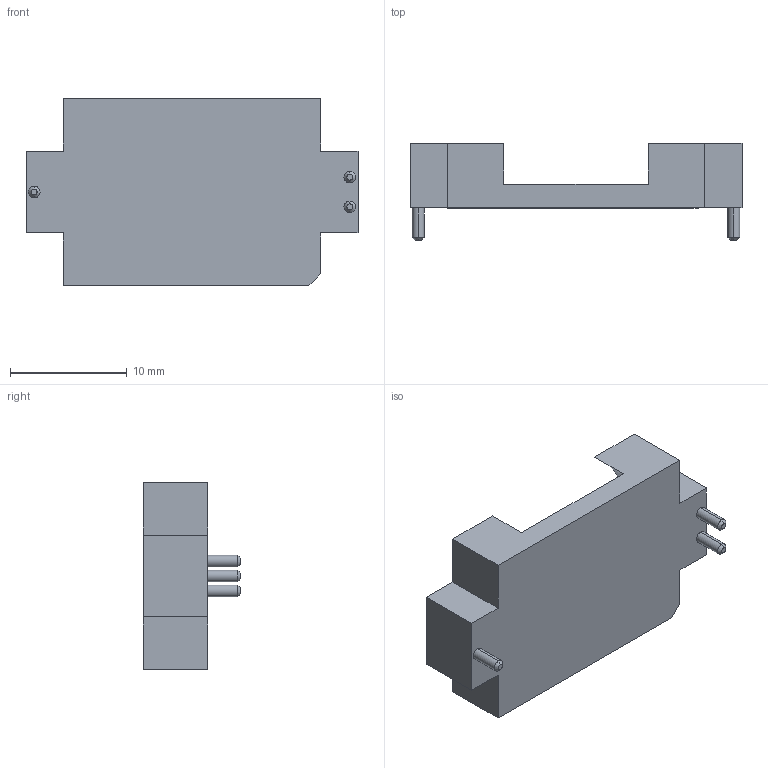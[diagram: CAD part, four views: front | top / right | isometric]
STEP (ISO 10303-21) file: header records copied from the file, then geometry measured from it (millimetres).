
FILE_DESCRIPTION (( 'STEP AP203' ), '1' );
FILE_NAME ('DS1092-07-W6L.STEP', '2024-05-02T23:01:32', ( '' ), ( '' ), 'SwSTEP 2.0', 'SolidWorks 2023', '' );
FILE_SCHEMA (( 'CONFIG_CONTROL_DESIGN' ));
Length unit declared in the file: millimetre
Products named in the file (1): DS1092-07-W6L
Bounding box: 28.4 x 8.3 x 16 mm (x, y, z)
Volume: 1187.9 mm3; surface area: 1345.5 mm2
Topology: 1 solids, 1 shells, 34 faces, 81 edges, 52 vertices
Faces by surface type: plane 20, cylinder 8, cone 6
Entity records: 1056 total; most frequent: DIRECTION 173, CARTESIAN_POINT 168, ORIENTED_EDGE 162, EDGE_CURVE 81, LINE 59, VECTOR 59, AXIS2_PLACEMENT_3D 57, VERTEX_POINT 52
